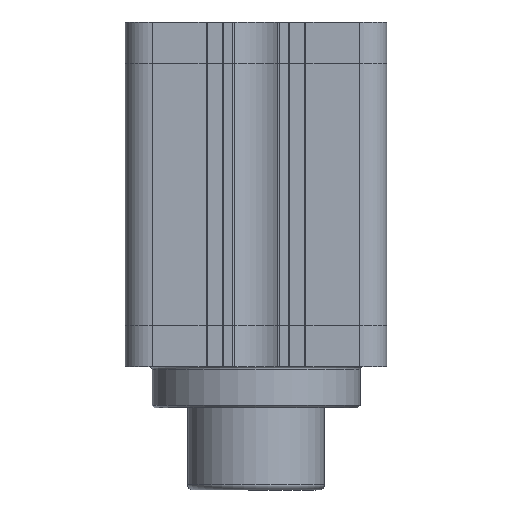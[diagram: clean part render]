
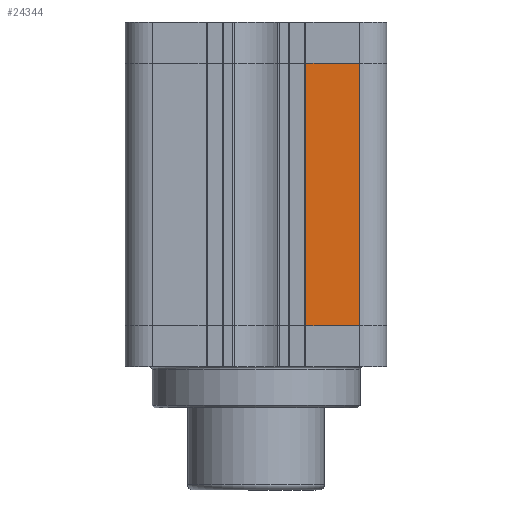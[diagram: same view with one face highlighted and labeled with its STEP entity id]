
A CAD part, front view. The second image highlights one B-rep face of the part: STEP entity #24344.
In plain terms, the highlighted planar face has unit normal (0, -1, 0).
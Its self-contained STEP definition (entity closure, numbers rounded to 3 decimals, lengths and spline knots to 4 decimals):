
#2285=LINE($,#47635,#4076);
#2338=LINE($,#47855,#4129);
#2365=LINE($,#47965,#4156);
#2367=LINE($,#47968,#4158);
#4076=VECTOR($,#29341,1.95);
#4129=VECTOR($,#29516,1.95);
#4156=VECTOR($,#29603,9.6);
#4158=VECTOR($,#29607,9.6);
#6158=PLANE($,#25580);
#7655=FACE_OUTER_BOUND($,#9207,.T.);
#9207=EDGE_LOOP($,(#22618,#22619,#22620,#22621));
#12078=VERTEX_POINT($,#47632);
#12079=VERTEX_POINT($,#47634);
#12184=VERTEX_POINT($,#47852);
#12185=VERTEX_POINT($,#47854);
#15558=EDGE_CURVE($,#12078,#12079,#2285,.T.);
#15669=EDGE_CURVE($,#12185,#12184,#2338,.T.);
#15725=EDGE_CURVE($,#12079,#12184,#2365,.T.);
#15727=EDGE_CURVE($,#12078,#12185,#2367,.T.);
#22618=ORIENTED_EDGE($,*,*,#15725,.F.);
#22619=ORIENTED_EDGE($,*,*,#15558,.F.);
#22620=ORIENTED_EDGE($,*,*,#15727,.T.);
#22621=ORIENTED_EDGE($,*,*,#15669,.T.);
#24344=ADVANCED_FACE($,(#7655),#6158,.T.);
#25580=AXIS2_PLACEMENT_3D($,#47967,#29605,#29606);
#29341=DIRECTION($,(-1.,0.,0.));
#29516=DIRECTION($,(-1.,0.,0.));
#29603=DIRECTION($,(0.,0.,1.));
#29605=DIRECTION('center_axis',(0.,-1.,0.));
#29606=DIRECTION('ref_axis',(0.,0.,-1.));
#29607=DIRECTION($,(0.,0.,1.));
#47632=CARTESIAN_POINT('',(3.775,-4.775,-9.4));
#47634=CARTESIAN_POINT('',(1.825,-4.775,-9.4));
#47635=CARTESIAN_POINT($,(3.775,-4.775,-9.4));
#47852=CARTESIAN_POINT('',(1.825,-4.775,0.2));
#47854=CARTESIAN_POINT('',(3.775,-4.775,0.2));
#47855=CARTESIAN_POINT($,(3.775,-4.775,0.2));
#47965=CARTESIAN_POINT($,(1.825,-4.775,-9.4));
#47967=CARTESIAN_POINT('Origin',(3.775,-4.775,-9.4));
#47968=CARTESIAN_POINT($,(3.775,-4.775,-9.4));
